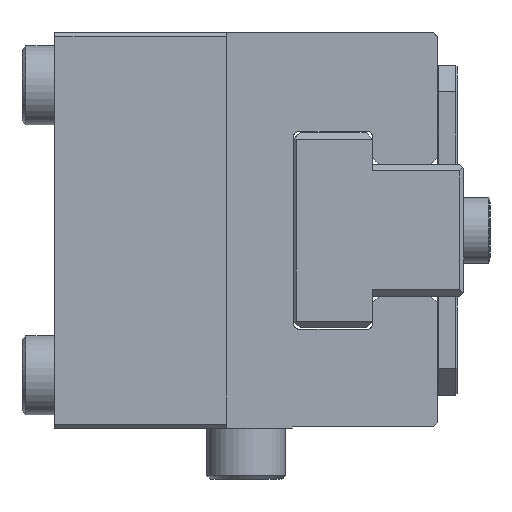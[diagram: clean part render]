
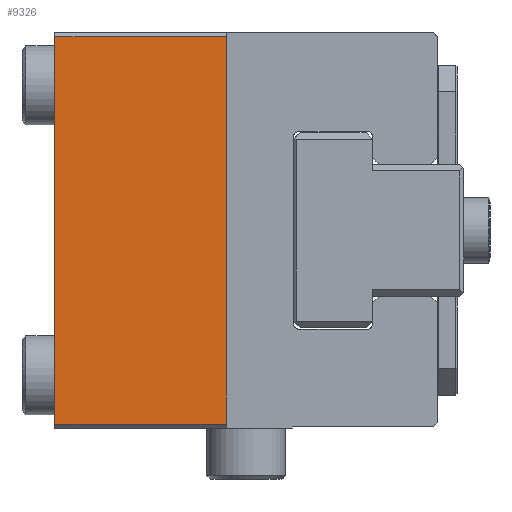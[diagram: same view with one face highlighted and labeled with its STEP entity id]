
A CAD part, left-side view. The second image highlights one B-rep face of the part: STEP entity #9326.
In plain terms, the highlighted planar face has unit normal (-1, 0, 0).
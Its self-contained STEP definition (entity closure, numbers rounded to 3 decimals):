
#1305=FACE_OUTER_BOUND('',#1842,.T.);
#1842=EDGE_LOOP('',(#6467,#6468,#6469,#6470));
#2494=LINE('',#13888,#3251);
#2495=LINE('',#13891,#3252);
#2496=LINE('',#13893,#3253);
#2497=LINE('',#13894,#3254);
#3251=VECTOR('',#11108,10.);
#3252=VECTOR('',#11111,10.);
#3253=VECTOR('',#11112,10.);
#3254=VECTOR('',#11113,10.);
#4088=VERTEX_POINT('',#13884);
#4089=VERTEX_POINT('',#13886);
#4090=VERTEX_POINT('',#13890);
#4091=VERTEX_POINT('',#13892);
#5049=EDGE_CURVE('',#4089,#4088,#2494,.T.);
#5050=EDGE_CURVE('',#4090,#4089,#2495,.T.);
#5051=EDGE_CURVE('',#4091,#4090,#2496,.T.);
#5052=EDGE_CURVE('',#4088,#4091,#2497,.T.);
#6467=ORIENTED_EDGE('',*,*,#5049,.F.);
#6468=ORIENTED_EDGE('',*,*,#5050,.F.);
#6469=ORIENTED_EDGE('',*,*,#5051,.F.);
#6470=ORIENTED_EDGE('',*,*,#5052,.F.);
#9102=PLANE('',#10123);
#9326=ADVANCED_FACE('',(#1305),#9102,.F.);
#10123=AXIS2_PLACEMENT_3D('',#13889,#11109,#11110);
#11108=DIRECTION('',(0.,1.,0.));
#11109=DIRECTION('center_axis',(1.,0.,0.));
#11110=DIRECTION('ref_axis',(0.,-1.,0.));
#11111=DIRECTION('',(0.,0.,-1.));
#11112=DIRECTION('',(0.,-1.,0.));
#11113=DIRECTION('',(0.,0.,1.));
#13884=CARTESIAN_POINT('',(-21.,14.5,-14.7));
#13886=CARTESIAN_POINT('',(-21.,1.5,-14.7));
#13888=CARTESIAN_POINT('',(-21.,9.172,-14.7));
#13889=CARTESIAN_POINT('Origin',(-21.,18.343,15.));
#13890=CARTESIAN_POINT('',(-21.,1.5,14.7));
#13891=CARTESIAN_POINT('',(-21.,1.5,15.));
#13892=CARTESIAN_POINT('',(-21.,14.5,14.7));
#13893=CARTESIAN_POINT('',(-21.,9.172,14.7));
#13894=CARTESIAN_POINT('',(-21.,14.5,7.5));
